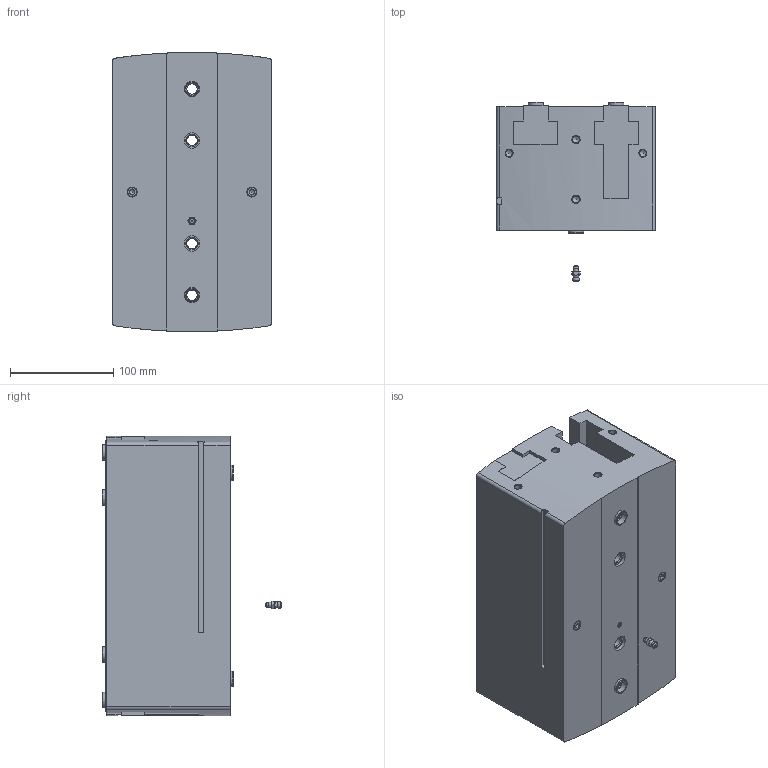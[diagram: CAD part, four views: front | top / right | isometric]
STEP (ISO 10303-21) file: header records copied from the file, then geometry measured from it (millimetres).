
FILE_DESCRIPTION(/* description */ ('STEP AP214'),/* implementation_level */ '2;1');
FILE_NAME(/* name */ '3361493_HGPL-63-100-A-B',/* time_stamp */ '2024-08-24T10:33:11+02:00',/* author */ ('License CC BY-ND 4.0'),/* organization */ ('CADENAS'),/* preprocessor_version */ 'ST-DEVELOPER v19.3',/* originating_system */ 'PARTsolutions',/* authorisation */ ' ');
FILE_SCHEMA (('AUTOMOTIVE_DESIGN {1 0 10303 214 3 1 1}'));
Length unit declared in the file: millimetre
Products named in the file (7): 3361493 HGPL-63-100-A-B---(0); 3434074 HGPL-63-100-A-B---(GEH); 3434094 HGPL-BAC-63-100---(J); 191409 ZBH-15; Gewindestift G1/8; DIN-913 - M5x5; DIN-71412 A M5x0.8/SW7(F)
Assembly tree (14 placements, depth 2):
  3361493 HGPL-63-100-A-B---(0)
    3434074 HGPL-63-100-A-B---(GEH)
    3434094 HGPL-BAC-63-100---(J)  x2
    191409 ZBH-15  x6
    Gewindestift G1/8  x2
    DIN-913 - M5x5  x2
    DIN-71412 A M5x0.8/SW7(F)
Bounding box: 154 x 174.2 x 270.73 mm (x, y, z)
Volume: 3759970.7 mm3; surface area: 457586.4 mm2
Topology: 14 solids, 14 shells, 368 faces, 822 edges, 516 vertices
Faces by surface type: plane 180, cylinder 99, cone 83, torus 4, sphere 2
Full cylindrical faces by diameter (mm): 1.25 x1, 1.5 x1, 2.5 x1, 3.1 x2, 4.134 x1, 5 x3, 6.647 x4, 8.376 x6, 8.566 x4, 9.728 x2, 10.106 x4, 10.4 x4, 12.4 x6, 15 x16, 16.5 x4, 21 x4, 47 x1, 63 x4
Entity records: 7416 total; most frequent: CARTESIAN_POINT 1455, DIRECTION 1225, ORIENTED_EDGE 1024, EDGE_CURVE 512, AXIS2_PLACEMENT_3D 501, FACE_BOUND 413, EDGE_LOOP 401, VERTEX_POINT 387
